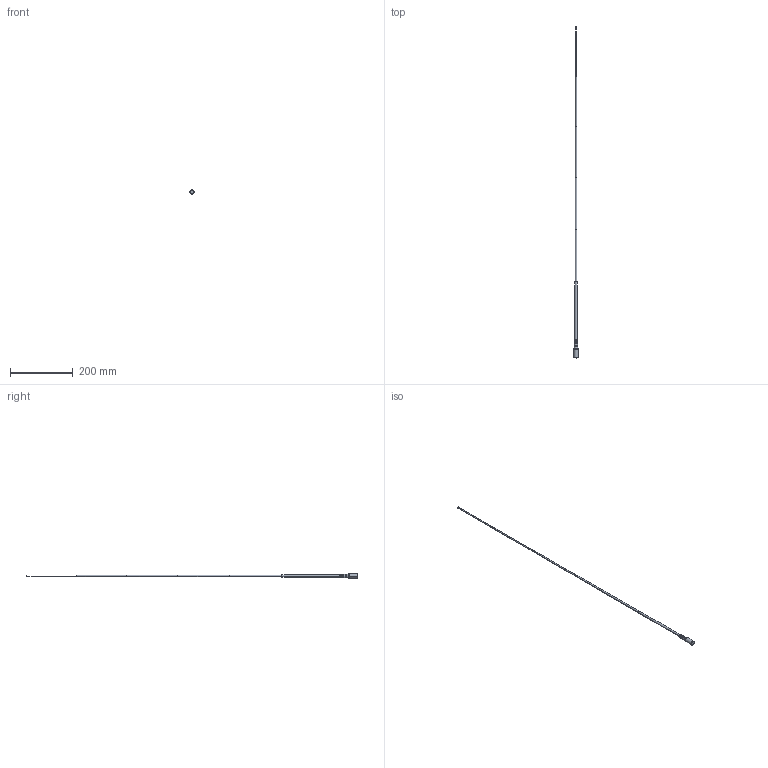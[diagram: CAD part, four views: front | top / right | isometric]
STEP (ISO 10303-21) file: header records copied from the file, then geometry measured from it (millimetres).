
FILE_DESCRIPTION (( 'STEP AP214' ), '1' );
FILE_NAME ('LCANRBD1034_3D.step', '2023-03-06T16:51:23', ( '' ), ( '' ), 'SwSTEP 2.0', 'SolidWorks 2022', '' );
FILE_SCHEMA (( 'AUTOMOTIVE_DESIGN' ));
Length unit declared in the file: inch
Products named in the file (1): LCANRBD1034_3D
Bounding box: 14 x 1056.8 x 14 mm (x, y, z)
Volume: 26400.6 mm3; surface area: 17485.5 mm2
Topology: 1 solids, 1 shells, 62 faces, 124 edges, 77 vertices
Faces by surface type: cylinder 36, plane 16, cone 8, torus 2
Entity records: 1660 total; most frequent: DIRECTION 326, CARTESIAN_POINT 262, ORIENTED_EDGE 244, AXIS2_PLACEMENT_3D 141, EDGE_CURVE 122, CIRCLE 78, VERTEX_POINT 77, EDGE_LOOP 77
